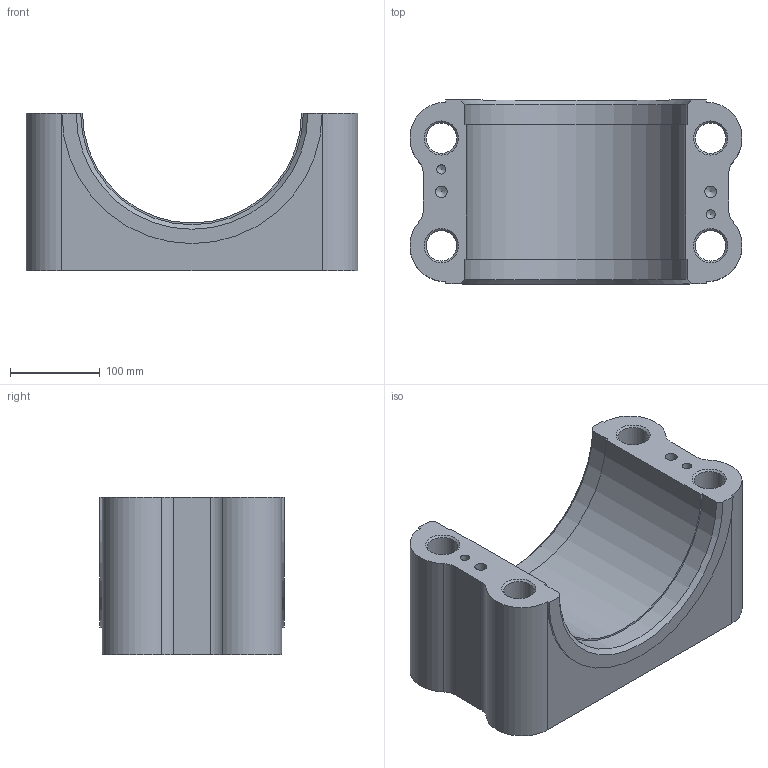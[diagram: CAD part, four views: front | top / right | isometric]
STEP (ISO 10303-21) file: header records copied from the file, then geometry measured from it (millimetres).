
FILE_DESCRIPTION (( 'STEP AP203' ), '1' );
FILE_NAME ('432B03S01-½Ä±ì®y.STEP', '2023-09-28T05:54:59', ( '' ), ( '' ), 'SwSTEP 2.0', 'SolidWorks 2018', '' );
FILE_SCHEMA (( 'CONFIG_CONTROL_DESIGN' ));
Length unit declared in the file: millimetre
Products named in the file (1): 432B03S01-衝桿座
Bounding box: 369.82 x 205 x 175 mm (x, y, z)
Volume: 6973974.9 mm3; surface area: 388041.5 mm2
Topology: 1 solids, 1 shells, 56 faces, 140 edges, 88 vertices
Faces by surface type: cylinder 25, cone 18, plane 13
Full cylindrical faces by diameter (mm): 10.2 x2, 13 x4, 34 x4, 149.5 x1, 161.5 x1
Entity records: 1541 total; most frequent: DIRECTION 278, CARTESIAN_POINT 237, ORIENTED_EDGE 204, AXIS2_PLACEMENT_3D 119, EDGE_CURVE 102, EDGE_LOOP 94, VERTEX_POINT 78, FACE_OUTER_BOUND 68
